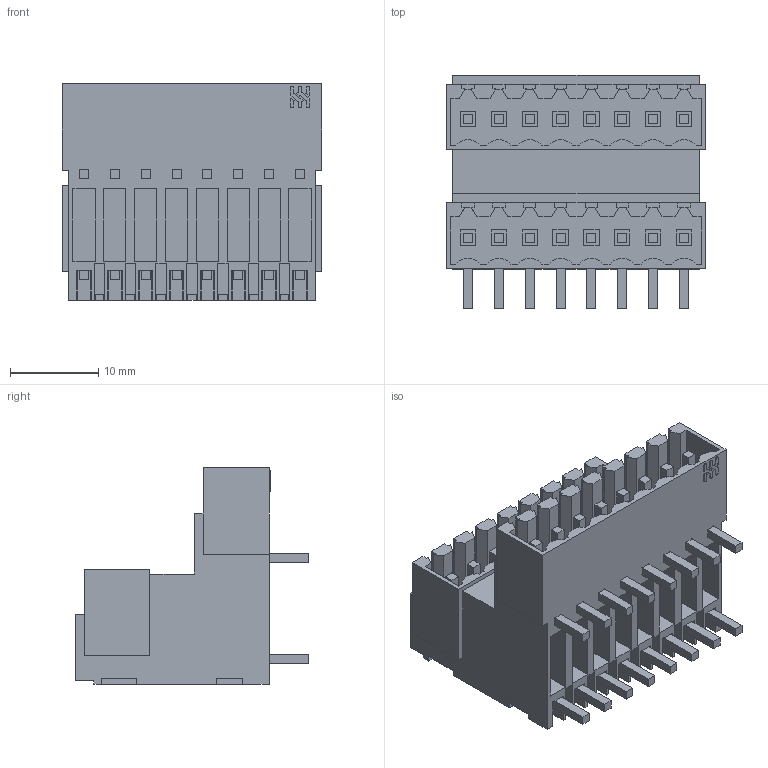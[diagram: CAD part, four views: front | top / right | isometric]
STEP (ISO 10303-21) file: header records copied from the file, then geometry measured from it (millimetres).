
FILE_DESCRIPTION(('CATIA V5 STEP Exchange','CAx-IF Rec.Pracs.--- Model Styling and Organization---1.4--- 2014-01-23'),'2;1');
FILE_NAME ('D1488357_0_1699270000_1699270000.stp','2021-06-02T09:23:34+00:00',('none'),('Weidmueller'),'CATIA Version 5-6 Release 2016 SP3 HF44','CATIA V5 STEP AP214','none');
FILE_SCHEMA(('AUTOMOTIVE_DESIGN { 1 0 10303 214 1 1 1 1 }'));
Length unit declared in the file: millimetre
Products named in the file (1): 1699270000
Bounding box: 29.4 x 26.5 x 24.55 mm (x, y, z)
Volume: 6637.3 mm3; surface area: 8837 mm2
Topology: 17 solids, 17 shells, 905 faces, 2609 edges, 1773 vertices
Faces by surface type: plane 837, cylinder 48, extrusion 20
Entity records: 28754 total; most frequent: CARTESIAN_POINT 5368, ORIENTED_EDGE 5218, DIRECTION 3643, EDGE_CURVE 2609, VECTOR 2493, LINE 2473, VERTEX_POINT 1773, EDGE_LOOP 972
